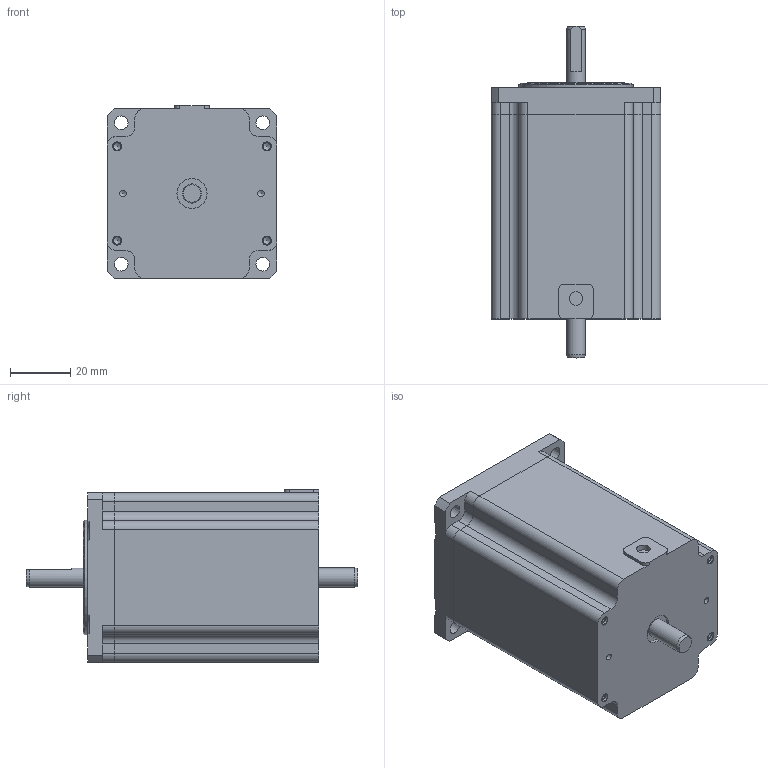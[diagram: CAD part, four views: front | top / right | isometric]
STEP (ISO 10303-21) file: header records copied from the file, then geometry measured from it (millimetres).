
FILE_DESCRIPTION(/* description */ (''),/* implementation_level */ '2;1');
FILE_NAME(/* name */ 'X5718-077.STP',/* time_stamp */ '2021-01-12T12:20:12-08:00',/* author */ ('phuctran'),/* organization */ (''),/* preprocessor_version */ 'ST-DEVELOPER v17',/* originating_system */ 'Autodesk Inventor 2019',/* authorisation */ '');
FILE_SCHEMA (('AUTOMOTIVE_DESIGN { 1 0 10303 214 3 1 1 }'));
Length unit declared in the file: millimetre
Products named in the file (1): X5718-077
Bounding box: 56.4 x 110.6 x 57.4 mm (x, y, z)
Volume: 220064.2 mm3; surface area: 27621.4 mm2
Topology: 1 solids, 7 shells, 323 faces, 873 edges, 574 vertices
Faces by surface type: plane 130, cylinder 82, bspline 48, torus 38, cone 25
Full cylindrical faces by diameter (mm): 2.156 x2, 2.5 x4, 3 x4, 4.5 x1, 4.52 x4, 6.35 x2, 10 x2, 31 x1, 38.1 x1, 50 x1
Entity records: 17278 total; most frequent: CARTESIAN_POINT 9228, ORIENTED_EDGE 1666, DIRECTION 1652, EDGE_CURVE 867, AXIS2_PLACEMENT_3D 607, VERTEX_POINT 574, LINE 438, VECTOR 438
